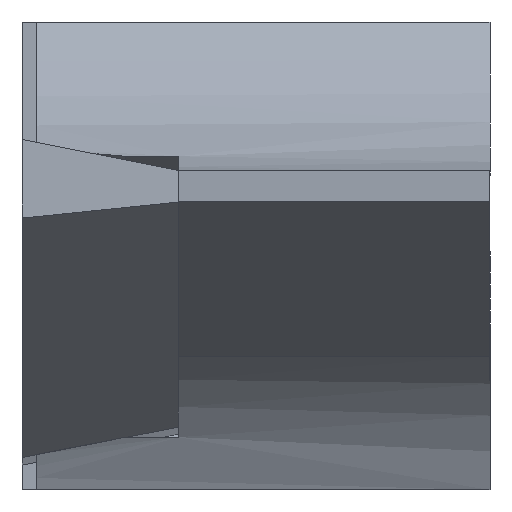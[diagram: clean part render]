
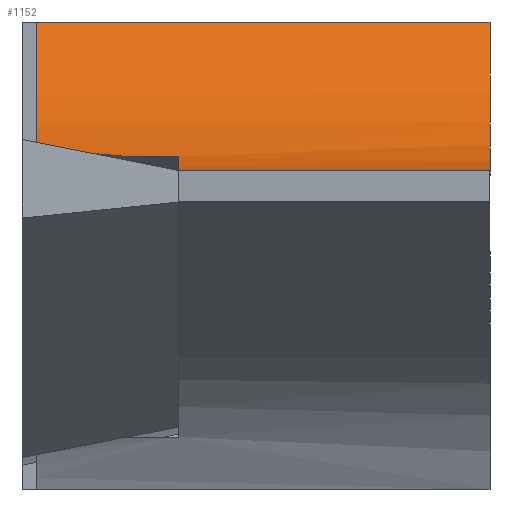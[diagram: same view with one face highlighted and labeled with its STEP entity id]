
A CAD part, left-side view. The second image highlights one B-rep face of the part: STEP entity #1152.
In plain terms, the highlighted cylindrical face has radius 6 mm (diameter 12 mm), a partial arc.
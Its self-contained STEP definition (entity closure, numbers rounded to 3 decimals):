
#117 = VERTEX_POINT ( 'NONE', #1824 ) ;
#136 = EDGE_CURVE ( 'NONE', #117, #2516, #278, .T. ) ;
#173 = AXIS2_PLACEMENT_3D ( 'NONE', #492, #502, #468 ) ;
#193 = VERTEX_POINT ( 'NONE', #1350 ) ;
#204 = VECTOR ( 'NONE', #1148, 1000. ) ;
#230 = EDGE_CURVE ( 'NONE', #2278, #1263, #615, .T. ) ;
#278 = CIRCLE ( 'NONE', #2127, 6. ) ;
#280 = ORIENTED_EDGE ( 'NONE', *, *, #1383, .F. ) ;
#305 = LINE ( 'NONE', #1929, #2345 ) ;
#306 = DIRECTION ( 'NONE',  ( 0., 0., 1. ) ) ;
#310 = DIRECTION ( 'NONE',  ( 0., -1., 0. ) ) ;
#316 = CARTESIAN_POINT ( 'NONE',  ( -73.662, -0.3, 2.878 ) ) ;
#339 = EDGE_CURVE ( 'NONE', #1263, #2246, #1042, .T. ) ;
#343 = ORIENTED_EDGE ( 'NONE', *, *, #230, .T. ) ;
#364 = LINE ( 'NONE', #1176, #2392 ) ;
#381 = CARTESIAN_POINT ( 'NONE',  ( -73.662, -9.525, -3.122 ) ) ;
#430 = EDGE_LOOP ( 'NONE', ( #1180, #683, #1238, #2323, #280, #1888, #343 ) ) ;
#468 = DIRECTION ( 'NONE',  ( 0., 0., -1. ) ) ;
#492 = CARTESIAN_POINT ( 'NONE',  ( -73.662, -3.18, 2.878 ) ) ;
#502 = DIRECTION ( 'NONE',  ( 0., 1., 0. ) ) ;
#581 = CARTESIAN_POINT ( 'NONE',  ( -71.538, -2.099, -2.733 ) ) ;
#615 = LINE ( 'NONE', #1224, #204 ) ;
#632 = CARTESIAN_POINT ( 'NONE',  ( -73.662, -3.18, -3.122 ) ) ;
#683 = ORIENTED_EDGE ( 'NONE', *, *, #1683, .T. ) ;
#688 = CARTESIAN_POINT ( 'NONE',  ( -71.538, -3.18, -2.733 ) ) ;
#823 = CARTESIAN_POINT ( 'NONE',  ( -71.161, -0.3, -2.575 ) ) ;
#824 = EDGE_CURVE ( 'NONE', #117, #1465, #305, .T. ) ;
#826 = CARTESIAN_POINT ( 'NONE',  ( -71.285, -0.912, -2.632 ) ) ;
#868 = CARTESIAN_POINT ( 'NONE',  ( -71.538, -2.099, -2.733 ) ) ;
#874 = CARTESIAN_POINT ( 'NONE',  ( -71.411, -1.512, -2.685 ) ) ;
#1042 = CIRCLE ( 'NONE', #173, 6. ) ;
#1148 = DIRECTION ( 'NONE',  ( 0., -1., 0. ) ) ;
#1152 = ADVANCED_FACE ( 'NONE', ( #1444 ), #1781, .F. ) ;
#1170 = DIRECTION ( 'NONE',  ( 0., -1., 0. ) ) ;
#1176 = CARTESIAN_POINT ( 'NONE',  ( -73.662, 101.408, -3.122 ) ) ;
#1180 = ORIENTED_EDGE ( 'NONE', *, *, #339, .T. ) ;
#1224 = CARTESIAN_POINT ( 'NONE',  ( -71.538, 101.408, -2.733 ) ) ;
#1238 = ORIENTED_EDGE ( 'NONE', *, *, #136, .F. ) ;
#1263 = VERTEX_POINT ( 'NONE', #688 ) ;
#1350 = CARTESIAN_POINT ( 'NONE',  ( -71.161, -0.3, -2.575 ) ) ;
#1372 = CARTESIAN_POINT ( 'NONE',  ( -68.398, -0.3, 0. ) ) ;
#1383 = EDGE_CURVE ( 'NONE', #193, #1465, #1876, .T. ) ;
#1389 = DIRECTION ( 'NONE',  ( 0., 0., -1. ) ) ;
#1418 = DIRECTION ( 'NONE',  ( 0., -1., 0. ) ) ;
#1436 = CARTESIAN_POINT ( 'NONE',  ( -73.662, 101.408, 2.878 ) ) ;
#1444 = FACE_OUTER_BOUND ( 'NONE', #430, .T. ) ;
#1465 = VERTEX_POINT ( 'NONE', #1372 ) ;
#1652 = DIRECTION ( 'NONE',  ( 0., 0., 1. ) ) ;
#1683 = EDGE_CURVE ( 'NONE', #2246, #2516, #364, .T. ) ;
#1703 = DIRECTION ( 'NONE',  ( 0., 1., 0. ) ) ;
#1730 = CARTESIAN_POINT ( 'NONE',  ( -73.662, -9.525, 2.878 ) ) ;
#1781 = CYLINDRICAL_SURFACE ( 'NONE', #2222, 6. ) ;
#1824 = CARTESIAN_POINT ( 'NONE',  ( -68.398, -9.525, 0. ) ) ;
#1876 = CIRCLE ( 'NONE', #2048, 6. ) ;
#1888 = ORIENTED_EDGE ( 'NONE', *, *, #2043, .F. ) ;
#1929 = CARTESIAN_POINT ( 'NONE',  ( -68.398, 101.408, 0. ) ) ;
#1932 = DIRECTION ( 'NONE',  ( 0., 1., 0. ) ) ;
#2043 = EDGE_CURVE ( 'NONE', #2278, #193, #2185, .T. ) ;
#2048 = AXIS2_PLACEMENT_3D ( 'NONE', #316, #310, #306 ) ;
#2127 = AXIS2_PLACEMENT_3D ( 'NONE', #1730, #1703, #1652 ) ;
#2185 =( BOUNDED_CURVE ( )  B_SPLINE_CURVE ( 3, ( #868, #874, #826, #823 ),
 .UNSPECIFIED., .F., .T. ) 
 B_SPLINE_CURVE_WITH_KNOTS ( ( 4, 4 ),
 ( 0.99, 1.058 ),
 .UNSPECIFIED. ) 
 CURVE ( )  GEOMETRIC_REPRESENTATION_ITEM ( )  RATIONAL_B_SPLINE_CURVE ( ( 1., 1., 1., 1. ) ) 
 REPRESENTATION_ITEM ( '' )  );
#2222 = AXIS2_PLACEMENT_3D ( 'NONE', #1436, #1418, #1389 ) ;
#2246 = VERTEX_POINT ( 'NONE', #632 ) ;
#2278 = VERTEX_POINT ( 'NONE', #581 ) ;
#2323 = ORIENTED_EDGE ( 'NONE', *, *, #824, .T. ) ;
#2345 = VECTOR ( 'NONE', #1932, 1000. ) ;
#2392 = VECTOR ( 'NONE', #1170, 1000. ) ;
#2516 = VERTEX_POINT ( 'NONE', #381 ) ;
